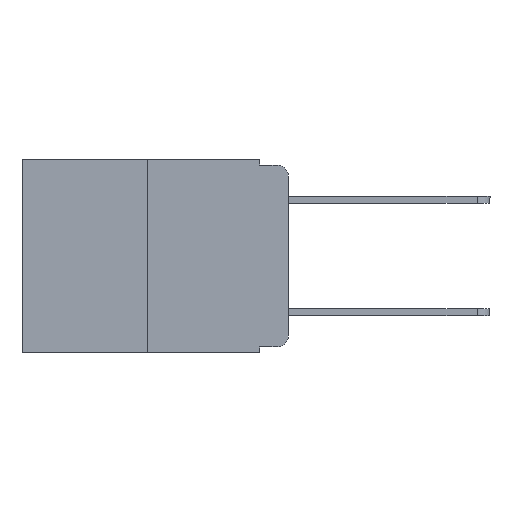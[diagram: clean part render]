
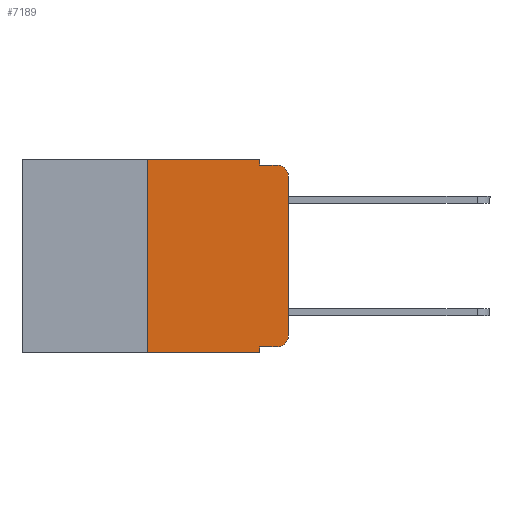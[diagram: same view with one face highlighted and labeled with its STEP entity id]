
A CAD part, left-side view. The second image highlights one B-rep face of the part: STEP entity #7189.
In plain terms, the highlighted planar face has unit normal (-1, 0, 0).
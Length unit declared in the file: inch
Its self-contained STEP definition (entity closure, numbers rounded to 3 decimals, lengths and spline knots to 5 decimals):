
#21 = EDGE_CURVE ( 'NONE', #7453, #10662, #1859, .T. ) ;
#129 = DIRECTION ( 'NONE',  ( 0., -1., 0. ) ) ;
#536 = AXIS2_PLACEMENT_3D ( 'NONE', #12434, #6742, #12725 ) ;
#807 = VECTOR ( 'NONE', #19089, 39.37008 ) ;
#1014 = LINE ( 'NONE', #2187, #4658 ) ;
#1225 = VECTOR ( 'NONE', #9668, 39.37008 ) ;
#1380 = ORIENTED_EDGE ( 'NONE', *, *, #21, .F. ) ;
#1702 = VERTEX_POINT ( 'NONE', #16474 ) ;
#1859 = LINE ( 'NONE', #13916, #8775 ) ;
#2187 = CARTESIAN_POINT ( 'NONE',  ( 0., 0.051, -0.01 ) ) ;
#2463 = EDGE_CURVE ( 'NONE', #1702, #12882, #18603, .T. ) ;
#2861 = DIRECTION ( 'NONE',  ( 0., 0., -1. ) ) ;
#2870 = ORIENTED_EDGE ( 'NONE', *, *, #3232, .F. ) ;
#3079 = VERTEX_POINT ( 'NONE', #15198 ) ;
#3229 = DIRECTION ( 'NONE',  ( 0., 0., -1. ) ) ;
#3232 = EDGE_CURVE ( 'NONE', #12882, #6452, #17451, .T. ) ;
#3390 = LINE ( 'NONE', #12201, #7520 ) ;
#3684 = CARTESIAN_POINT ( 'NONE',  ( 0., 0., -0.03 ) ) ;
#3716 = DIRECTION ( 'NONE',  ( 0., 0., -1. ) ) ;
#4323 = CARTESIAN_POINT ( 'NONE',  ( 0., 0.473, 0. ) ) ;
#4658 = VECTOR ( 'NONE', #9732, 39.37008 ) ;
#5188 = EDGE_CURVE ( 'NONE', #6452, #6253, #3390, .T. ) ;
#5222 = CARTESIAN_POINT ( 'NONE',  ( 0., 0.02, -0.01 ) ) ;
#6029 = CIRCLE ( 'NONE', #14162, 0.02 ) ;
#6105 = ORIENTED_EDGE ( 'NONE', *, *, #15194, .T. ) ;
#6253 = VERTEX_POINT ( 'NONE', #11448 ) ;
#6420 = DIRECTION ( 'NONE',  ( 0., -1., 0. ) ) ;
#6452 = VERTEX_POINT ( 'NONE', #13592 ) ;
#6523 = ORIENTED_EDGE ( 'NONE', *, *, #2463, .F. ) ;
#6742 = DIRECTION ( 'NONE',  ( -1., 0., 0. ) ) ;
#6766 = DIRECTION ( 'NONE',  ( 0., -1., 0. ) ) ;
#6826 = VERTEX_POINT ( 'NONE', #8946 ) ;
#7189 = ADVANCED_FACE ( 'NONE', ( #11587 ), #9283, .F. ) ;
#7212 = EDGE_CURVE ( 'NONE', #9147, #10925, #6029, .T. ) ;
#7278 = AXIS2_PLACEMENT_3D ( 'NONE', #4323, #16291, #2861 ) ;
#7453 = VERTEX_POINT ( 'NONE', #14385 ) ;
#7520 = VECTOR ( 'NONE', #15340, 39.37008 ) ;
#7573 = CARTESIAN_POINT ( 'NONE',  ( 0., 0.051, -0.333 ) ) ;
#7725 = CARTESIAN_POINT ( 'NONE',  ( 0., 0.02, -0.03 ) ) ;
#7984 = LINE ( 'NONE', #12305, #11465 ) ;
#8677 = ORIENTED_EDGE ( 'NONE', *, *, #12675, .T. ) ;
#8768 = CARTESIAN_POINT ( 'NONE',  ( 0., 0.051, -0.343 ) ) ;
#8775 = VECTOR ( 'NONE', #3716, 39.37008 ) ;
#8946 = CARTESIAN_POINT ( 'NONE',  ( 0., 0., -0.313 ) ) ;
#9147 = VERTEX_POINT ( 'NONE', #3684 ) ;
#9283 = PLANE ( 'NONE',  #7278 ) ;
#9668 = DIRECTION ( 'NONE',  ( 0., 0., 1. ) ) ;
#9732 = DIRECTION ( 'NONE',  ( 0., -1., 0. ) ) ;
#9967 = ORIENTED_EDGE ( 'NONE', *, *, #16157, .T. ) ;
#10662 = VERTEX_POINT ( 'NONE', #8768 ) ;
#10868 = CIRCLE ( 'NONE', #536, 0.02 ) ;
#10925 = VERTEX_POINT ( 'NONE', #5222 ) ;
#11276 = CARTESIAN_POINT ( 'NONE',  ( 0., 0.473, 0. ) ) ;
#11347 = CARTESIAN_POINT ( 'NONE',  ( 0., 0.25, 0. ) ) ;
#11448 = CARTESIAN_POINT ( 'NONE',  ( 0., 0.051, -0.01 ) ) ;
#11465 = VECTOR ( 'NONE', #6420, 39.37008 ) ;
#11576 = CARTESIAN_POINT ( 'NONE',  ( 0., 0.25, 0. ) ) ;
#11587 = FACE_OUTER_BOUND ( 'NONE', #19155, .T. ) ;
#11685 = DIRECTION ( 'NONE',  ( -1., 0., 0. ) ) ;
#12201 = CARTESIAN_POINT ( 'NONE',  ( 0., 0.051, 0. ) ) ;
#12305 = CARTESIAN_POINT ( 'NONE',  ( 0., 0.473, -0.343 ) ) ;
#12434 = CARTESIAN_POINT ( 'NONE',  ( 0., 0.02, -0.313 ) ) ;
#12675 = EDGE_CURVE ( 'NONE', #7453, #3079, #13942, .T. ) ;
#12725 = DIRECTION ( 'NONE',  ( 0., 0., -1. ) ) ;
#12727 = VECTOR ( 'NONE', #129, 39.37008 ) ;
#12882 = VERTEX_POINT ( 'NONE', #11576 ) ;
#12907 = ORIENTED_EDGE ( 'NONE', *, *, #7212, .T. ) ;
#13592 = CARTESIAN_POINT ( 'NONE',  ( 0., 0.051, 0. ) ) ;
#13823 = ORIENTED_EDGE ( 'NONE', *, *, #14860, .T. ) ;
#13916 = CARTESIAN_POINT ( 'NONE',  ( 0., 0.051, 0. ) ) ;
#13942 = LINE ( 'NONE', #7573, #12727 ) ;
#13968 = ORIENTED_EDGE ( 'NONE', *, *, #5188, .F. ) ;
#14162 = AXIS2_PLACEMENT_3D ( 'NONE', #7725, #11685, #3229 ) ;
#14385 = CARTESIAN_POINT ( 'NONE',  ( 0., 0.051, -0.333 ) ) ;
#14569 = CARTESIAN_POINT ( 'NONE',  ( 0., 0., 0. ) ) ;
#14633 = ORIENTED_EDGE ( 'NONE', *, *, #18358, .F. ) ;
#14860 = EDGE_CURVE ( 'NONE', #6826, #9147, #17513, .T. ) ;
#15194 = EDGE_CURVE ( 'NONE', #1702, #10662, #7984, .T. ) ;
#15198 = CARTESIAN_POINT ( 'NONE',  ( 0., 0.02, -0.333 ) ) ;
#15340 = DIRECTION ( 'NONE',  ( 0., 0., -1. ) ) ;
#16157 = EDGE_CURVE ( 'NONE', #3079, #6826, #10868, .T. ) ;
#16291 = DIRECTION ( 'NONE',  ( 1., 0., 0. ) ) ;
#16474 = CARTESIAN_POINT ( 'NONE',  ( 0., 0.25, -0.343 ) ) ;
#16910 = VECTOR ( 'NONE', #6766, 39.37008 ) ;
#17451 = LINE ( 'NONE', #11276, #16910 ) ;
#17513 = LINE ( 'NONE', #14569, #807 ) ;
#18358 = EDGE_CURVE ( 'NONE', #6253, #10925, #1014, .T. ) ;
#18603 = LINE ( 'NONE', #11347, #1225 ) ;
#19089 = DIRECTION ( 'NONE',  ( 0., 0., 1. ) ) ;
#19155 = EDGE_LOOP ( 'NONE', ( #13823, #12907, #14633, #13968, #2870, #6523, #6105, #1380, #8677, #9967 ) ) ;
